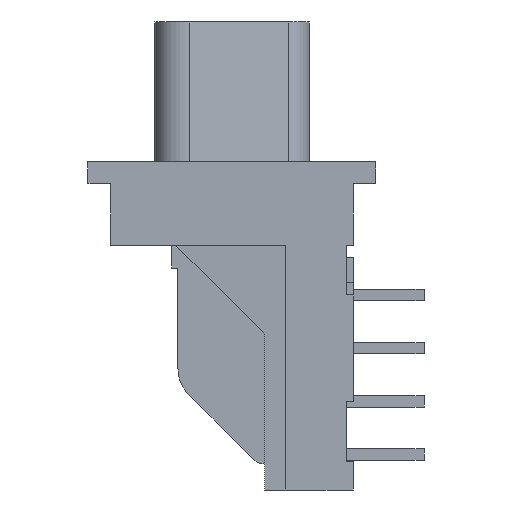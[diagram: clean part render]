
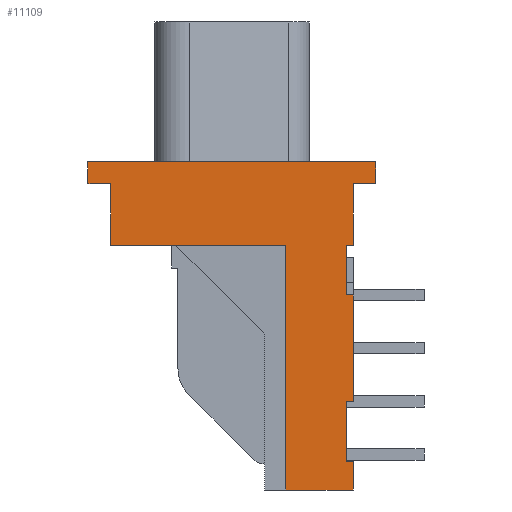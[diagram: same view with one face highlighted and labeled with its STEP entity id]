
A CAD part, left-side view. The second image highlights one B-rep face of the part: STEP entity #11109.
In plain terms, the highlighted planar face has unit normal (-1, 0, 0).
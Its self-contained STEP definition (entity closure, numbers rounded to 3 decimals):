
#72=DIRECTION('',(0.,1.,0.));
#73=VECTOR('',#72,0.254);
#74=CARTESIAN_POINT('',(-31.941,-4.343,-9.779));
#75=LINE('',#74,#73);
#76=DIRECTION('',(0.,0.,-1.));
#77=VECTOR('',#76,3.81);
#78=CARTESIAN_POINT('',(-31.941,-4.343,-9.779));
#79=LINE('',#78,#77);
#80=DIRECTION('',(0.,-1.,0.));
#81=VECTOR('',#80,0.254);
#82=CARTESIAN_POINT('',(-31.941,-4.089,-13.589));
#83=LINE('',#82,#81);
#84=DIRECTION('',(0.,0.,1.));
#85=VECTOR('',#84,2.159);
#86=CARTESIAN_POINT('',(-31.941,-4.089,-15.748));
#87=LINE('',#86,#85);
#88=DIRECTION('',(0.,1.,0.));
#89=VECTOR('',#88,0.254);
#90=CARTESIAN_POINT('',(-31.941,-4.343,-15.748));
#91=LINE('',#90,#89);
#92=DIRECTION('',(0.,0.,-1.));
#93=VECTOR('',#92,1.016);
#94=CARTESIAN_POINT('',(-31.941,-4.343,-15.748));
#95=LINE('',#94,#93);
#96=DIRECTION('',(0.,1.,0.));
#97=VECTOR('',#96,6.274);
#98=CARTESIAN_POINT('',(-31.941,-1.93,-8.001));
#99=LINE('',#98,#97);
#100=DIRECTION('',(0.,0.,1.));
#101=VECTOR('',#100,2.21);
#102=CARTESIAN_POINT('',(-31.941,4.343,-8.001));
#103=LINE('',#102,#101);
#104=DIRECTION('',(0.,1.,0.));
#105=VECTOR('',#104,0.813);
#106=CARTESIAN_POINT('',(-31.941,4.343,-5.791));
#107=LINE('',#106,#105);
#108=DIRECTION('',(0.,0.,1.));
#109=VECTOR('',#108,0.787);
#110=CARTESIAN_POINT('',(-31.941,5.156,-5.791));
#111=LINE('',#110,#109);
#112=DIRECTION('',(0.,-1.,0.));
#113=VECTOR('',#112,10.312);
#114=CARTESIAN_POINT('',(-31.941,5.156,-5.004));
#115=LINE('',#114,#113);
#116=DIRECTION('',(0.,0.,-1.));
#117=VECTOR('',#116,0.787);
#118=CARTESIAN_POINT('',(-31.941,-5.156,-5.004));
#119=LINE('',#118,#117);
#120=DIRECTION('',(0.,1.,0.));
#121=VECTOR('',#120,0.813);
#122=CARTESIAN_POINT('',(-31.941,-5.156,-5.791));
#123=LINE('',#122,#121);
#124=DIRECTION('',(0.,0.,-1.));
#125=VECTOR('',#124,2.21);
#126=CARTESIAN_POINT('',(-31.941,-4.343,-5.791));
#127=LINE('',#126,#125);
#128=DIRECTION('',(0.,-1.,0.));
#129=VECTOR('',#128,0.254);
#130=CARTESIAN_POINT('',(-31.941,-4.089,-8.001));
#131=LINE('',#130,#129);
#132=DIRECTION('',(0.,0.,1.));
#133=VECTOR('',#132,1.778);
#134=CARTESIAN_POINT('',(-31.941,-4.089,-9.779));
#135=LINE('',#134,#133);
#2166=DIRECTION('',(0.,1.,0.));
#2167=VECTOR('',#2166,2.413);
#2168=CARTESIAN_POINT('',(-31.941,-4.343,-16.764));
#2169=LINE('',#2168,#2167);
#2350=DIRECTION('',(0.,0.,-1.));
#2351=VECTOR('',#2350,8.763);
#2352=CARTESIAN_POINT('',(-31.941,-1.93,-8.001));
#2353=LINE('',#2352,#2351);
#8338=CARTESIAN_POINT('',(-31.941,5.156,-5.004));
#8339=CARTESIAN_POINT('',(-31.941,-5.156,-5.004));
#8340=VERTEX_POINT('',#8338);
#8341=VERTEX_POINT('',#8339);
#8342=CARTESIAN_POINT('',(-31.941,-5.156,-5.791));
#8343=VERTEX_POINT('',#8342);
#8344=CARTESIAN_POINT('',(-31.941,4.343,-5.791));
#8345=CARTESIAN_POINT('',(-31.941,5.156,-5.791));
#8346=VERTEX_POINT('',#8344);
#8347=VERTEX_POINT('',#8345);
#8358=CARTESIAN_POINT('',(-31.941,-4.343,-5.791));
#8359=VERTEX_POINT('',#8358);
#8360=CARTESIAN_POINT('',(-31.941,4.343,-8.001));
#8361=VERTEX_POINT('',#8360);
#8412=CARTESIAN_POINT('',(-31.941,-1.93,-8.001));
#8413=VERTEX_POINT('',#8412);
#8417=CARTESIAN_POINT('',(-31.941,-4.343,-16.764));
#8419=VERTEX_POINT('',#8417);
#8420=CARTESIAN_POINT('',(-31.941,-1.93,-16.764));
#8421=VERTEX_POINT('',#8420);
#8495=CARTESIAN_POINT('',(-31.941,-4.343,-15.748));
#8497=VERTEX_POINT('',#8495);
#8499=CARTESIAN_POINT('',(-31.941,-4.343,-13.589));
#8501=VERTEX_POINT('',#8499);
#8609=CARTESIAN_POINT('',(-31.941,-4.343,-9.779));
#8611=VERTEX_POINT('',#8609);
#8764=CARTESIAN_POINT('',(-31.941,-4.089,-9.779));
#8765=VERTEX_POINT('',#8764);
#8766=CARTESIAN_POINT('',(-31.941,-4.089,-8.001));
#8767=VERTEX_POINT('',#8766);
#8768=CARTESIAN_POINT('',(-31.941,-4.343,-8.001));
#8769=VERTEX_POINT('',#8768);
#8770=CARTESIAN_POINT('',(-31.941,-4.089,-15.748));
#8771=VERTEX_POINT('',#8770);
#8772=CARTESIAN_POINT('',(-31.941,-4.089,-13.589));
#8773=VERTEX_POINT('',#8772);
#11066=CARTESIAN_POINT('',(-31.941,0.,0.));
#11067=DIRECTION('',(1.,0.,0.));
#11068=DIRECTION('',(0.,0.,-1.));
#11069=AXIS2_PLACEMENT_3D('',#11066,#11067,#11068);
#11070=PLANE('',#11069);
#11072=ORIENTED_EDGE('',*,*,#11071,.F.);
#11074=ORIENTED_EDGE('',*,*,#11073,.T.);
#11076=ORIENTED_EDGE('',*,*,#11075,.F.);
#11078=ORIENTED_EDGE('',*,*,#11077,.F.);
#11080=ORIENTED_EDGE('',*,*,#11079,.F.);
#11082=ORIENTED_EDGE('',*,*,#11081,.T.);
#11084=ORIENTED_EDGE('',*,*,#11083,.T.);
#11086=ORIENTED_EDGE('',*,*,#11085,.F.);
#11088=ORIENTED_EDGE('',*,*,#11087,.T.);
#11090=ORIENTED_EDGE('',*,*,#11089,.T.);
#11092=ORIENTED_EDGE('',*,*,#11091,.T.);
#11094=ORIENTED_EDGE('',*,*,#11093,.T.);
#11096=ORIENTED_EDGE('',*,*,#11095,.T.);
#11098=ORIENTED_EDGE('',*,*,#11097,.T.);
#11100=ORIENTED_EDGE('',*,*,#11099,.T.);
#11102=ORIENTED_EDGE('',*,*,#11101,.T.);
#11104=ORIENTED_EDGE('',*,*,#11103,.F.);
#11106=ORIENTED_EDGE('',*,*,#11105,.F.);
#11107=EDGE_LOOP('',(#11072,#11074,#11076,#11078,#11080,#11082,#11084,#11086,
#11088,#11090,#11092,#11094,#11096,#11098,#11100,#11102,#11104,#11106));
#11108=FACE_OUTER_BOUND('',#11107,.F.);
#11109=ADVANCED_FACE('',(#11108),#11070,.F.);
#11071=EDGE_CURVE('',#8611,#8765,#75,.T.);
#11073=EDGE_CURVE('',#8611,#8501,#79,.T.);
#11075=EDGE_CURVE('',#8773,#8501,#83,.T.);
#11077=EDGE_CURVE('',#8771,#8773,#87,.T.);
#11079=EDGE_CURVE('',#8497,#8771,#91,.T.);
#11081=EDGE_CURVE('',#8497,#8419,#95,.T.);
#11083=EDGE_CURVE('',#8419,#8421,#2169,.T.);
#11085=EDGE_CURVE('',#8413,#8421,#2353,.T.);
#11087=EDGE_CURVE('',#8413,#8361,#99,.T.);
#11089=EDGE_CURVE('',#8361,#8346,#103,.T.);
#11091=EDGE_CURVE('',#8346,#8347,#107,.T.);
#11093=EDGE_CURVE('',#8347,#8340,#111,.T.);
#11095=EDGE_CURVE('',#8340,#8341,#115,.T.);
#11097=EDGE_CURVE('',#8341,#8343,#119,.T.);
#11099=EDGE_CURVE('',#8343,#8359,#123,.T.);
#11101=EDGE_CURVE('',#8359,#8769,#127,.T.);
#11103=EDGE_CURVE('',#8767,#8769,#131,.T.);
#11105=EDGE_CURVE('',#8765,#8767,#135,.T.);
